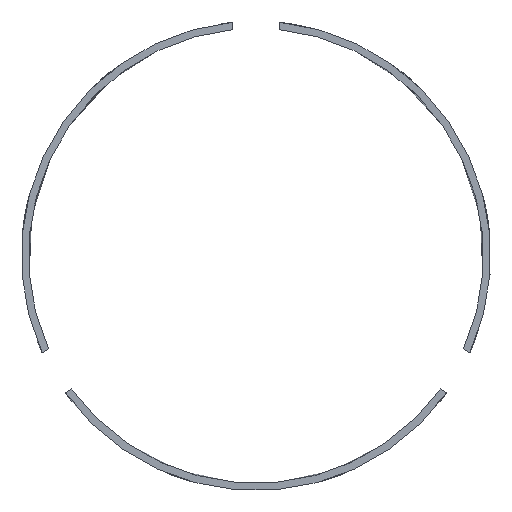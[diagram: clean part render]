
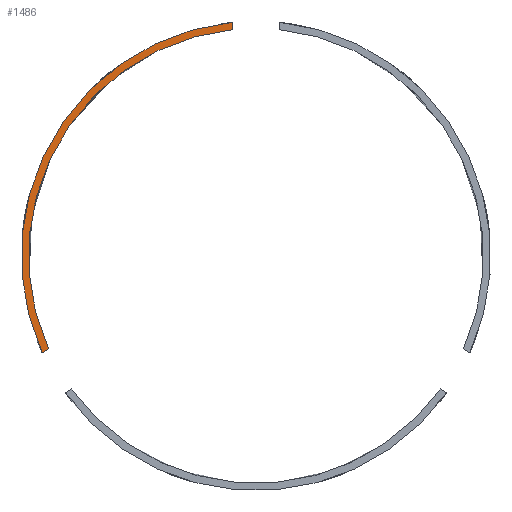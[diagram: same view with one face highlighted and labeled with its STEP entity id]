
A CAD part, front view. The second image highlights one B-rep face of the part: STEP entity #1486.
In plain terms, the highlighted planar face has unit normal (0, -1, 0).
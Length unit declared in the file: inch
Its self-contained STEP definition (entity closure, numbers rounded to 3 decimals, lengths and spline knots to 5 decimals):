
#70=PLANE('',#1594);
#130=FACE_OUTER_BOUND('',#212,.T.);
#212=EDGE_LOOP('',(#1133,#1134,#1135,#1136));
#306=CIRCLE('',#1588,3.875);
#308=CIRCLE('',#1593,4.);
#366=LINE('',#2691,#438);
#372=LINE('',#2708,#444);
#438=VECTOR('',#1764,0.3937);
#444=VECTOR('',#1782,0.3937);
#637=VERTEX_POINT('',#2687);
#639=VERTEX_POINT('',#2690);
#642=VERTEX_POINT('',#2698);
#644=VERTEX_POINT('',#2706);
#822=EDGE_CURVE('',#639,#637,#366,.T.);
#827=EDGE_CURVE('',#642,#637,#306,.T.);
#831=EDGE_CURVE('',#642,#644,#372,.T.);
#832=EDGE_CURVE('',#639,#644,#308,.T.);
#1133=ORIENTED_EDGE('',*,*,#822,.T.);
#1134=ORIENTED_EDGE('',*,*,#827,.F.);
#1135=ORIENTED_EDGE('',*,*,#831,.T.);
#1136=ORIENTED_EDGE('',*,*,#832,.F.);
#1486=ADVANCED_FACE('',(#130),#70,.F.);
#1588=AXIS2_PLACEMENT_3D('',#2700,#1772,#1773);
#1593=AXIS2_PLACEMENT_3D('',#2710,#1785,#1786);
#1594=AXIS2_PLACEMENT_3D('',#2711,#1787,#1788);
#1764=DIRECTION('',(0.866,0.,0.5));
#1772=DIRECTION('center_axis',(0.,-1.,0.));
#1773=DIRECTION('ref_axis',(1.,0.,0.));
#1782=DIRECTION('',(0.,0.,1.));
#1785=DIRECTION('center_axis',(0.,1.,0.));
#1786=DIRECTION('ref_axis',(-1.,0.,0.));
#1787=DIRECTION('center_axis',(0.,1.,0.));
#1788=DIRECTION('ref_axis',(0.,0.,1.));
#2687=CARTESIAN_POINT('',(-3.53533,0.,-1.58652));
#2690=CARTESIAN_POINT('',(-3.64413,0.,-1.64933));
#2691=CARTESIAN_POINT('',(-1.9289,0.,-0.65905));
#2698=CARTESIAN_POINT('',(-0.3937,0.,3.85495));
#2700=CARTESIAN_POINT('Origin',(0.,0.,0.));
#2706=CARTESIAN_POINT('',(-0.3937,0.,3.98058));
#2708=CARTESIAN_POINT('',(-0.3937,0.,2.));
#2710=CARTESIAN_POINT('Origin',(0.,0.,0.));
#2711=CARTESIAN_POINT('Origin',(0.,0.,0.));
